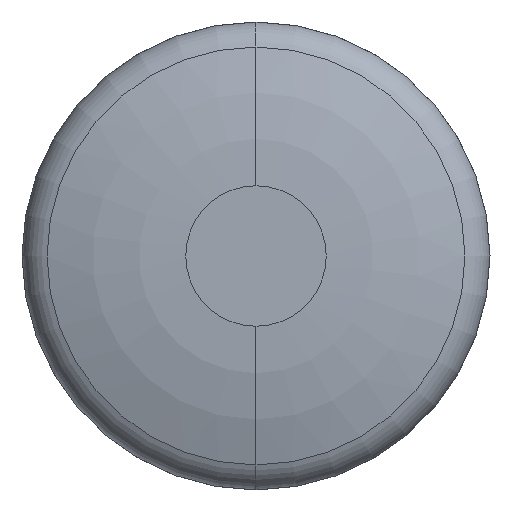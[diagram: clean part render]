
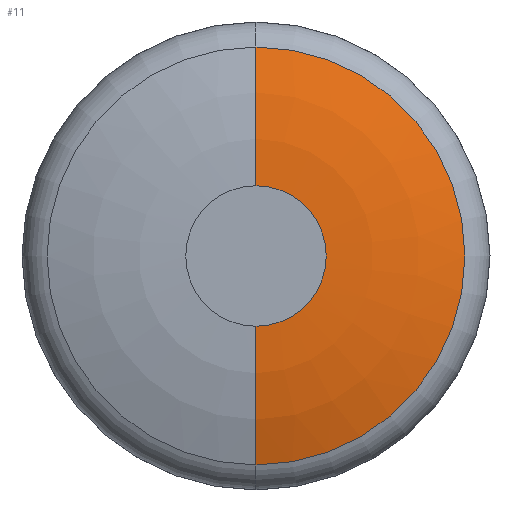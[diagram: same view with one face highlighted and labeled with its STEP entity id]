
A CAD part, front view. The second image highlights one B-rep face of the part: STEP entity #11.
In plain terms, the highlighted toroidal (fillet/blend) face has major radius 0.9 mm and minor radius 5.4 mm.
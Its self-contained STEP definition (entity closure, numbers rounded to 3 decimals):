
#1 = ORIENTED_EDGE ( 'NONE', *, *, #44, .T. ) ;
#6 = CARTESIAN_POINT ( 'NONE',  ( 0., 0., 0. ) ) ;
#11 = ADVANCED_FACE ( 'NONE', ( #252 ), #382, .T. ) ;
#30 = VERTEX_POINT ( 'NONE', #130 ) ;
#39 = DIRECTION ( 'NONE',  ( 0., 0., -1. ) ) ;
#44 = EDGE_CURVE ( 'NONE', #549, #357, #46, .T. ) ;
#45 = AXIS2_PLACEMENT_3D ( 'NONE', #338, #261, #341 ) ;
#46 = CIRCLE ( 'NONE', #45, 5.4 ) ;
#54 = DIRECTION ( 'NONE',  ( 0., 0., -1. ) ) ;
#63 = EDGE_CURVE ( 'NONE', #158, #357, #321, .T. ) ;
#68 = CIRCLE ( 'NONE', #507, 2.678 ) ;
#99 = CARTESIAN_POINT ( 'NONE',  ( 0., 0., -0.9 ) ) ;
#104 = AXIS2_PLACEMENT_3D ( 'NONE', #211, #112, #317 ) ;
#112 = DIRECTION ( 'NONE',  ( -1., 0., 0. ) ) ;
#117 = ORIENTED_EDGE ( 'NONE', *, *, #233, .T. ) ;
#130 = CARTESIAN_POINT ( 'NONE',  ( 0., 0.301, -2.678 ) ) ;
#138 = AXIS2_PLACEMENT_3D ( 'NONE', #265, #522, #54 ) ;
#158 = VERTEX_POINT ( 'NONE', #99 ) ;
#201 = EDGE_CURVE ( 'NONE', #30, #158, #294, .T. ) ;
#209 = DIRECTION ( 'NONE',  ( 0., -1., 0. ) ) ;
#211 = CARTESIAN_POINT ( 'NONE',  ( 0., 5.4, -0.9 ) ) ;
#233 = EDGE_CURVE ( 'NONE', #30, #549, #68, .T. ) ;
#252 = FACE_OUTER_BOUND ( 'NONE', #539, .T. ) ;
#261 = DIRECTION ( 'NONE',  ( 1., 0., 0. ) ) ;
#265 = CARTESIAN_POINT ( 'NONE',  ( 0., 5.4, 0. ) ) ;
#284 = CARTESIAN_POINT ( 'NONE',  ( 0., 0.301, 0. ) ) ;
#288 = CARTESIAN_POINT ( 'NONE',  ( 0., 0.301, 2.678 ) ) ;
#294 = CIRCLE ( 'NONE', #104, 5.4 ) ;
#317 = DIRECTION ( 'NONE',  ( 0., 0., 1. ) ) ;
#318 = ORIENTED_EDGE ( 'NONE', *, *, #63, .F. ) ;
#321 = CIRCLE ( 'NONE', #342, 0.9 ) ;
#338 = CARTESIAN_POINT ( 'NONE',  ( 0., 5.4, 0.9 ) ) ;
#341 = DIRECTION ( 'NONE',  ( 0., 0., -1. ) ) ;
#342 = AXIS2_PLACEMENT_3D ( 'NONE', #6, #468, #430 ) ;
#357 = VERTEX_POINT ( 'NONE', #521 ) ;
#382 = TOROIDAL_SURFACE ( 'NONE', #138, 0.9, 5.4 ) ;
#430 = DIRECTION ( 'NONE',  ( 0., 0., -1. ) ) ;
#468 = DIRECTION ( 'NONE',  ( 0., -1., 0. ) ) ;
#496 = ORIENTED_EDGE ( 'NONE', *, *, #201, .F. ) ;
#507 = AXIS2_PLACEMENT_3D ( 'NONE', #284, #209, #39 ) ;
#521 = CARTESIAN_POINT ( 'NONE',  ( 0., 0., 0.9 ) ) ;
#522 = DIRECTION ( 'NONE',  ( 0., -1., 0. ) ) ;
#539 = EDGE_LOOP ( 'NONE', ( #117, #1, #318, #496 ) ) ;
#549 = VERTEX_POINT ( 'NONE', #288 ) ;
